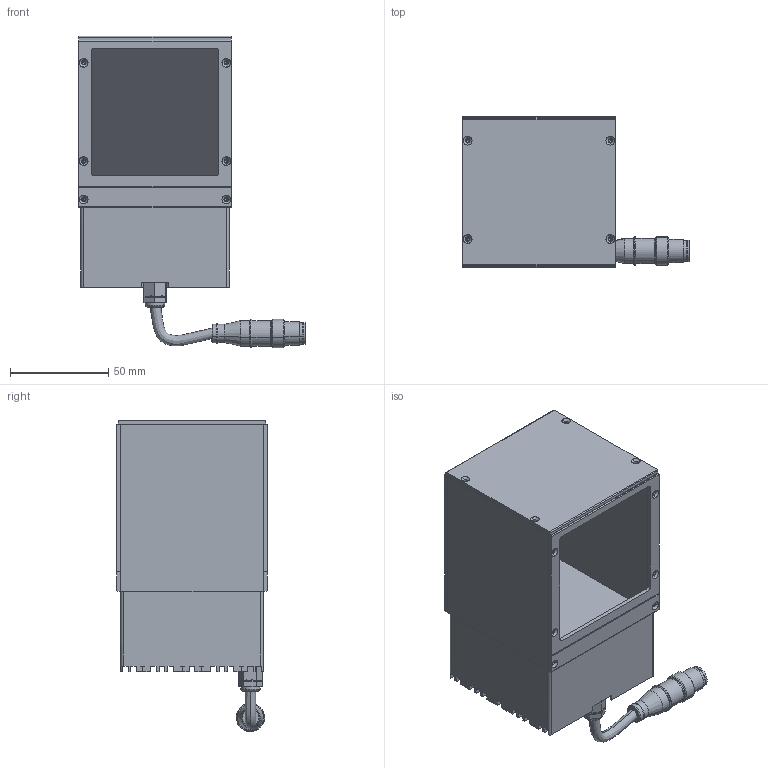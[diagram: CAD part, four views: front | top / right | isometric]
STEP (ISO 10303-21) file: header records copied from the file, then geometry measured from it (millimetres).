
FILE_DESCRIPTION (( 'STEP AP214' ), '1' );
FILE_NAME ('MCAX-00-070-X-X-24V ASSEMBLY.STEP', '2018-04-28T03:50:44', ( '' ), ( '' ), 'SwSTEP 2.0', 'SolidWorks 2016', '' );
FILE_SCHEMA (( 'AUTOMOTIVE_DESIGN' ));
Length unit declared in the file: millimetre
Products named in the file (19): 1070 TOP PLATE 1; MCAX-00-070-EXTRA PLATE 1; MCAX-00-070-AR MIRROR; 070 BEAM SPLITTER 1; Mirror070 SIDE PLATE 1; 070 SIDE PLATE 1; MCAX-00-070-BACKLIGHT ASSEMBLY; MCAX-12X12-144 LED ASSEMBLY (TOP LED); 3528 LED LENS; MCAX-12X12-144 LED (TOP LED); M-625-PM0.176-R; CABLE 5.4 MM; M8 CABLE CLAMP-ASSEMBLY; M8 CABLE CLAMP B; M8 CABLE CLAMP A; MCAX-00-070-DIFFUSER E2; MCAX-00-070-CASING; MCAX-00-070-X-X-24V ASSEMBLY; 1070 TOP PLATE 2
Assembly tree (163 placements, depth 4):
  MCAX-00-070-X-X-24V ASSEMBLY
    MCAX-00-070-BACKLIGHT ASSEMBLY
      MCAX-00-070-CASING
      MCAX-00-070-DIFFUSER E2
      M8 CABLE CLAMP-ASSEMBLY
        M8 CABLE CLAMP A
        M8 CABLE CLAMP B
      CABLE 5.4 MM
      M-625-PM0.176-R
      MCAX-12X12-144 LED ASSEMBLY (TOP LED)
        MCAX-12X12-144 LED (TOP LED)
        3528 LED LENS  x144
    070 SIDE PLATE 1
    Mirror070 SIDE PLATE 1
    070 BEAM SPLITTER 1
    MCAX-00-070-AR MIRROR
    1070 TOP PLATE 1  x2
    1070 TOP PLATE 2
    MCAX-00-070-EXTRA PLATE 1  x2
Bounding box: 115.12 x 76.5 x 158.37 mm (x, y, z)
Volume: 204359.1 mm3; surface area: 152997.5 mm2
Topology: 160 solids, 160 shells, 5277 faces, 13796 edges, 8972 vertices
Faces by surface type: plane 4292, cylinder 566, sphere 293, cone 114, torus 10, bspline 2
Entity records: 22853 total; most frequent: DIRECTION 3782, CARTESIAN_POINT 3686, ORIENTED_EDGE 3120, EDGE_CURVE 1560, AXIS2_PLACEMENT_3D 1415, VERTEX_POINT 1011, LINE 952, VECTOR 952
